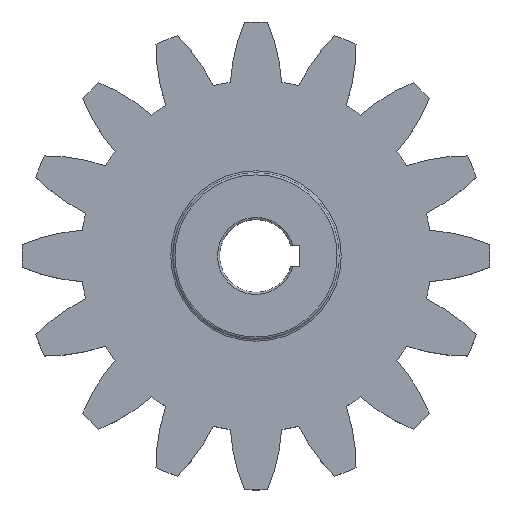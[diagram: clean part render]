
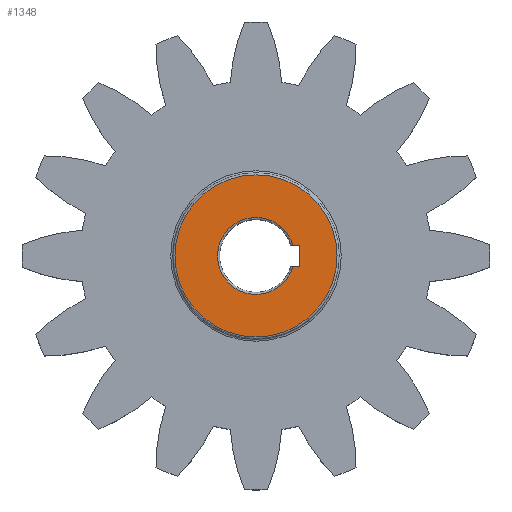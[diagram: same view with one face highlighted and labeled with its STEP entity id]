
A CAD part, top view. The second image highlights one B-rep face of the part: STEP entity #1348.
In plain terms, the highlighted planar face has unit normal (0, 0, 1).
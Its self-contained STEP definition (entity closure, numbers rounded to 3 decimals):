
#16=FACE_BOUND('',#325,.T.);
#85=LINE('',#2205,#160);
#90=LINE('',#2362,#165);
#91=LINE('',#2363,#166);
#160=VECTOR('',#1666,10.);
#165=VECTOR('',#1829,10.);
#166=VECTOR('',#1830,10.);
#236=PLANE('',#1521);
#247=FACE_OUTER_BOUND('',#324,.T.);
#324=EDGE_LOOP('',(#994));
#325=EDGE_LOOP('',(#995,#996,#997,#998));
#467=CIRCLE('',#1519,39.);
#469=CIRCLE('',#1522,18.5);
#543=VERTEX_POINT('',#2193);
#544=VERTEX_POINT('',#2204);
#615=VERTEX_POINT('',#2355);
#616=VERTEX_POINT('',#2359);
#617=VERTEX_POINT('',#2361);
#689=EDGE_CURVE('',#544,#543,#85,.T.);
#764=EDGE_CURVE('',#615,#615,#467,.T.);
#766=EDGE_CURVE('',#616,#543,#469,.T.);
#767=EDGE_CURVE('',#616,#617,#90,.T.);
#768=EDGE_CURVE('',#617,#544,#91,.T.);
#994=ORIENTED_EDGE('',*,*,#764,.F.);
#995=ORIENTED_EDGE('',*,*,#766,.F.);
#996=ORIENTED_EDGE('',*,*,#767,.T.);
#997=ORIENTED_EDGE('',*,*,#768,.T.);
#998=ORIENTED_EDGE('',*,*,#689,.T.);
#1348=ADVANCED_FACE('',(#247,#16),#236,.T.);
#1519=AXIS2_PLACEMENT_3D('',#2356,#1821,#1822);
#1521=AXIS2_PLACEMENT_3D('',#2358,#1825,#1826);
#1522=AXIS2_PLACEMENT_3D('',#2360,#1827,#1828);
#1666=DIRECTION('',(-1.,0.,0.));
#1821=DIRECTION('center_axis',(0.,0.,-1.));
#1822=DIRECTION('ref_axis',(-1.,0.,0.));
#1825=DIRECTION('center_axis',(0.,0.,1.));
#1826=DIRECTION('ref_axis',(1.,0.,0.));
#1827=DIRECTION('center_axis',(0.,0.,1.));
#1828=DIRECTION('ref_axis',(-1.,0.,0.));
#1829=DIRECTION('',(1.,0.,0.));
#1830=DIRECTION('',(0.,-1.,0.));
#2193=CARTESIAN_POINT('',(17.812,-5.,34.));
#2204=CARTESIAN_POINT('',(21.,-5.,34.));
#2205=CARTESIAN_POINT('',(0.,-5.,34.));
#2355=CARTESIAN_POINT('',(-39.,0.,34.));
#2356=CARTESIAN_POINT('Origin',(0.,0.,34.));
#2358=CARTESIAN_POINT('Origin',(0.,0.,34.));
#2359=CARTESIAN_POINT('',(17.812,5.,34.));
#2360=CARTESIAN_POINT('Origin',(0.,0.,34.));
#2361=CARTESIAN_POINT('',(21.,5.,34.));
#2362=CARTESIAN_POINT('',(10.5,5.,34.));
#2363=CARTESIAN_POINT('',(21.,-2.5,34.));
